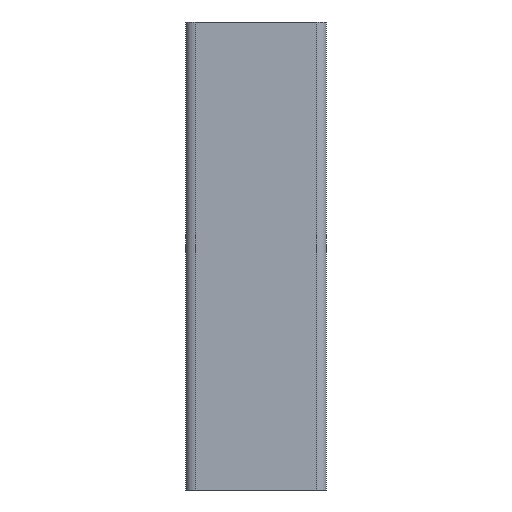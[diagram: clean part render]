
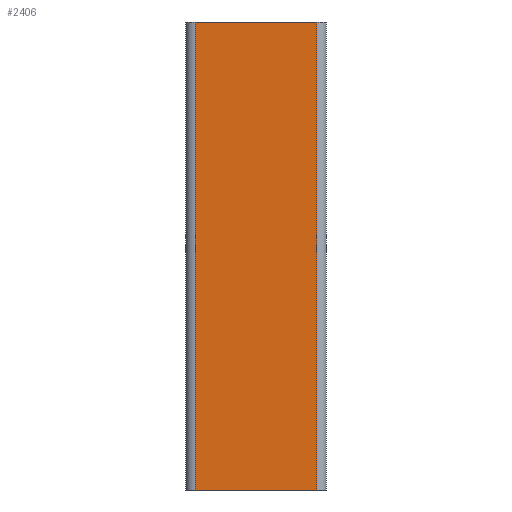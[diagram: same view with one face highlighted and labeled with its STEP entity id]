
A CAD part, front view. The second image highlights one B-rep face of the part: STEP entity #2406.
In plain terms, the highlighted planar face has unit normal (0, -1, 0).
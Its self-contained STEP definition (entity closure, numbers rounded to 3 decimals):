
#152=FACE_OUTER_BOUND('',#282,.T.);
#282=EDGE_LOOP('',(#2135,#2136,#2137,#2138));
#359=LINE('',#3267,#651);
#528=LINE('',#3694,#820);
#633=LINE('',#3924,#925);
#634=LINE('',#3925,#926);
#651=VECTOR('',#2625,10.);
#820=VECTOR('',#2980,10.);
#925=VECTOR('',#3205,10.);
#926=VECTOR('',#3206,10.);
#943=VERTEX_POINT('',#3265);
#944=VERTEX_POINT('',#3266);
#1108=VERTEX_POINT('',#3692);
#1109=VERTEX_POINT('',#3693);
#1175=EDGE_CURVE('',#943,#944,#359,.T.);
#1388=EDGE_CURVE('',#1108,#1109,#528,.T.);
#1505=EDGE_CURVE('',#1108,#943,#633,.T.);
#1506=EDGE_CURVE('',#1109,#944,#634,.T.);
#2135=ORIENTED_EDGE('',*,*,#1388,.F.);
#2136=ORIENTED_EDGE('',*,*,#1505,.T.);
#2137=ORIENTED_EDGE('',*,*,#1175,.T.);
#2138=ORIENTED_EDGE('',*,*,#1506,.F.);
#2300=PLANE('',#2600);
#2406=ADVANCED_FACE('',(#152),#2300,.T.);
#2600=AXIS2_PLACEMENT_3D('',#3923,#3203,#3204);
#2625=DIRECTION('',(-1.,0.,0.));
#2980=DIRECTION('',(-1.,0.,0.));
#3203=DIRECTION('center_axis',(0.,-1.,0.));
#3204=DIRECTION('ref_axis',(1.,0.,0.));
#3205=DIRECTION('',(0.,0.,1.));
#3206=DIRECTION('',(0.,0.,1.));
#3265=CARTESIAN_POINT('',(13.,-15.,100.));
#3266=CARTESIAN_POINT('',(-13.,-15.,100.));
#3267=CARTESIAN_POINT('',(-6.5,-15.,100.));
#3692=CARTESIAN_POINT('',(13.,-15.,0.));
#3693=CARTESIAN_POINT('',(-13.,-15.,0.));
#3694=CARTESIAN_POINT('',(-6.5,-15.,0.));
#3923=CARTESIAN_POINT('Origin',(-13.,-15.,0.));
#3924=CARTESIAN_POINT('',(13.,-15.,0.));
#3925=CARTESIAN_POINT('',(-13.,-15.,0.));
